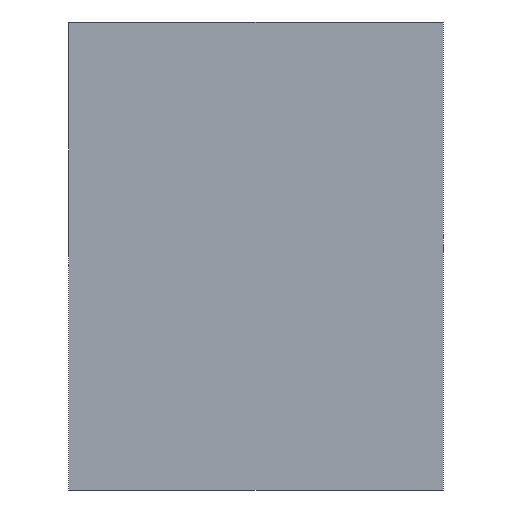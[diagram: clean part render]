
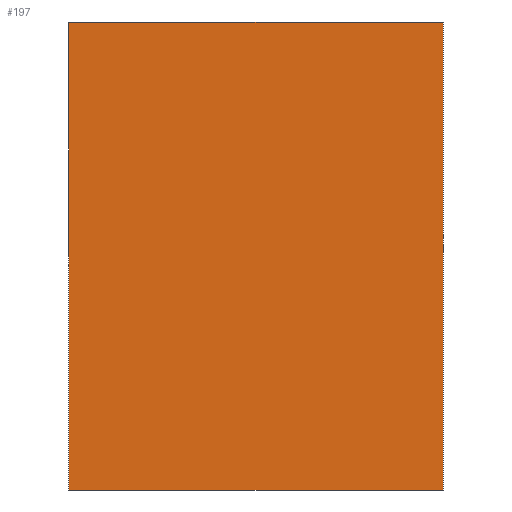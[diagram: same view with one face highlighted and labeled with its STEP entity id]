
A CAD part, front view. The second image highlights one B-rep face of the part: STEP entity #197.
In plain terms, the highlighted planar face has unit normal (0, -1, 0).
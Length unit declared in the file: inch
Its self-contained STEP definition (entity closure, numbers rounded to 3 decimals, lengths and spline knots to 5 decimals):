
#4 = ORIENTED_EDGE ( 'NONE', *, *, #136, .T. ) ;
#19 = CARTESIAN_POINT ( 'NONE',  ( -23.935, 0., 29.935 ) ) ;
#20 = EDGE_CURVE ( 'NONE', #52, #190, #141, .T. ) ;
#26 = CARTESIAN_POINT ( 'NONE',  ( -23.935, 0., -29.935 ) ) ;
#31 = VECTOR ( 'NONE', #87, 39.37008 ) ;
#33 = VECTOR ( 'NONE', #149, 39.37008 ) ;
#36 = LINE ( 'NONE', #26, #133 ) ;
#38 = DIRECTION ( 'NONE',  ( 0., 0., -1. ) ) ;
#39 = VERTEX_POINT ( 'NONE', #63 ) ;
#44 = CARTESIAN_POINT ( 'NONE',  ( 23.935, 0., -29.935 ) ) ;
#48 = CARTESIAN_POINT ( 'NONE',  ( 23.935, 0., 29.935 ) ) ;
#52 = VERTEX_POINT ( 'NONE', #48 ) ;
#61 = LINE ( 'NONE', #91, #170 ) ;
#63 = CARTESIAN_POINT ( 'NONE',  ( -23.935, 0., -29.935 ) ) ;
#65 = ORIENTED_EDGE ( 'NONE', *, *, #20, .T. ) ;
#68 = DIRECTION ( 'NONE',  ( 0., -1., 0. ) ) ;
#72 = AXIS2_PLACEMENT_3D ( 'NONE', #128, #68, #38 ) ;
#82 = EDGE_CURVE ( 'NONE', #190, #39, #36, .T. ) ;
#87 = DIRECTION ( 'NONE',  ( -1., 0., 0. ) ) ;
#91 = CARTESIAN_POINT ( 'NONE',  ( -23.935, 0., -29.935 ) ) ;
#101 = LINE ( 'NONE', #178, #33 ) ;
#111 = PLANE ( 'NONE',  #72 ) ;
#118 = FACE_OUTER_BOUND ( 'NONE', #138, .T. ) ;
#128 = CARTESIAN_POINT ( 'NONE',  ( -23.935, 0., -29.935 ) ) ;
#133 = VECTOR ( 'NONE', #161, 39.37008 ) ;
#136 = EDGE_CURVE ( 'NONE', #180, #52, #101, .T. ) ;
#138 = EDGE_LOOP ( 'NONE', ( #4, #65, #157, #224 ) ) ;
#141 = LINE ( 'NONE', #19, #31 ) ;
#149 = DIRECTION ( 'NONE',  ( 0., 0., 1. ) ) ;
#157 = ORIENTED_EDGE ( 'NONE', *, *, #82, .T. ) ;
#161 = DIRECTION ( 'NONE',  ( 0., 0., -1. ) ) ;
#162 = CARTESIAN_POINT ( 'NONE',  ( -23.935, 0., 29.935 ) ) ;
#170 = VECTOR ( 'NONE', #233, 39.37008 ) ;
#178 = CARTESIAN_POINT ( 'NONE',  ( 23.935, 0., -29.935 ) ) ;
#180 = VERTEX_POINT ( 'NONE', #44 ) ;
#190 = VERTEX_POINT ( 'NONE', #162 ) ;
#197 = ADVANCED_FACE ( 'NONE', ( #118 ), #111, .T. ) ;
#224 = ORIENTED_EDGE ( 'NONE', *, *, #228, .T. ) ;
#228 = EDGE_CURVE ( 'NONE', #39, #180, #61, .T. ) ;
#233 = DIRECTION ( 'NONE',  ( 1., 0., 0. ) ) ;
